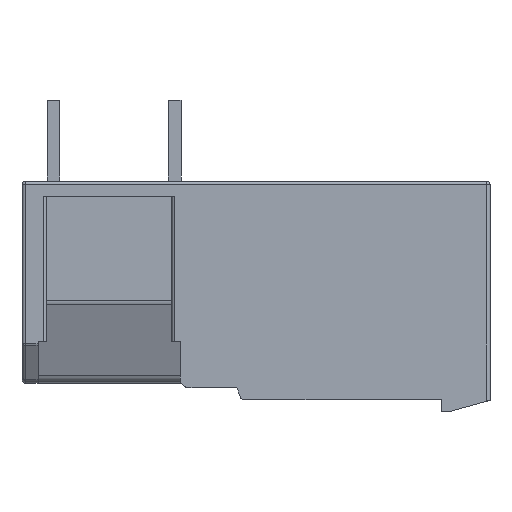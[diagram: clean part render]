
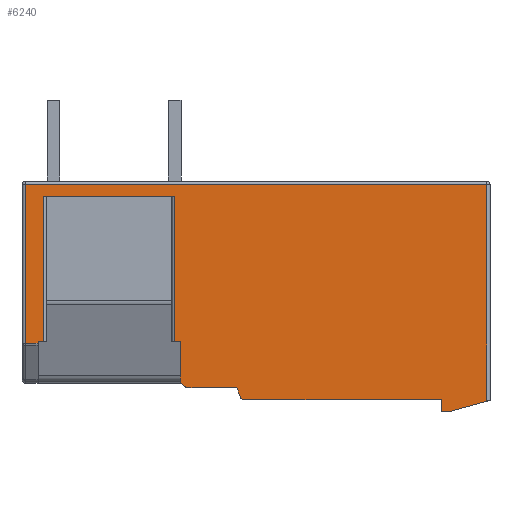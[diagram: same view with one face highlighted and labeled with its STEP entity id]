
A CAD part, front view. The second image highlights one B-rep face of the part: STEP entity #6240.
In plain terms, the highlighted planar face has unit normal (0, -1, 0).
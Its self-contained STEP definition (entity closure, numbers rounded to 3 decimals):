
#1=DIRECTION('',(0.,0.,-1.));
#2=VECTOR('',#1,13.446);
#3=CARTESIAN_POINT('',(17.65,0.,6.756));
#4=LINE('',#3,#2);
#5=DIRECTION('',(-0.963,0.,-0.27));
#6=VECTOR('',#5,2.388);
#7=CARTESIAN_POINT('',(17.65,0.,-6.69));
#8=LINE('',#7,#6);
#9=DIRECTION('',(-1.,0.,0.));
#10=VECTOR('',#9,0.5);
#11=CARTESIAN_POINT('',(15.35,0.,-7.334));
#12=LINE('',#11,#10);
#13=DIRECTION('',(0.,0.,1.));
#14=VECTOR('',#13,0.75);
#15=CARTESIAN_POINT('',(14.85,0.,-7.334));
#16=LINE('',#15,#14);
#17=DIRECTION('',(-1.,0.,0.));
#18=VECTOR('',#17,12.26);
#19=CARTESIAN_POINT('',(14.85,0.,-6.584));
#20=LINE('',#19,#18);
#21=CARTESIAN_POINT('',(2.59,0.,-6.384));
#22=DIRECTION('',(0.,1.,0.));
#23=DIRECTION('',(0.,0.,-1.));
#24=AXIS2_PLACEMENT_3D('',#21,#22,#23);
#26=DIRECTION('',(-0.376,0.,0.927));
#27=VECTOR('',#26,0.664);
#28=CARTESIAN_POINT('',(2.405,0.,-6.459));
#29=LINE('',#28,#27);
#30=DIRECTION('',(-1.,0.,0.));
#31=VECTOR('',#30,3.085);
#32=CARTESIAN_POINT('',(2.155,0.,-5.844));
#33=LINE('',#32,#31);
#34=CARTESIAN_POINT('',(-0.93,0.,-5.644));
#35=DIRECTION('',(0.,1.,0.));
#36=DIRECTION('',(0.,0.,-1.));
#37=AXIS2_PLACEMENT_3D('',#34,#35,#36);
#39=DIRECTION('',(-0.707,0.,0.707));
#40=VECTOR('',#39,0.313);
#41=CARTESIAN_POINT('',(-1.071,0.,-5.785));
#42=LINE('',#41,#40);
#43=DIRECTION('',(-1.,0.,0.));
#44=VECTOR('',#43,0.057);
#45=CARTESIAN_POINT('',(-1.293,0.,-5.564));
#46=LINE('',#45,#44);
#47=DIRECTION('',(0.,0.,-1.));
#48=VECTOR('',#47,2.58);
#49=CARTESIAN_POINT('',(-1.35,0.,-2.984));
#50=LINE('',#49,#48);
#51=DIRECTION('',(-1.,0.,0.));
#52=VECTOR('',#51,8.16);
#53=CARTESIAN_POINT('',(-1.67,0.,6.016));
#54=LINE('',#53,#52);
#55=DIRECTION('',(0.,0.,-1.));
#56=VECTOR('',#55,9.);
#57=CARTESIAN_POINT('',(-9.83,0.,6.016));
#58=LINE('',#57,#56);
#59=DIRECTION('',(0.,0.,-1.));
#60=VECTOR('',#59,0.123);
#61=CARTESIAN_POINT('',(-10.15,0.,-2.984));
#62=LINE('',#61,#60);
#63=DIRECTION('',(-1.,0.,0.));
#64=VECTOR('',#63,0.8);
#65=CARTESIAN_POINT('',(-10.15,0.,-3.106));
#66=LINE('',#65,#64);
#67=DIRECTION('',(0.,0.,1.));
#68=VECTOR('',#67,9.863);
#69=CARTESIAN_POINT('',(-10.95,0.,-3.106));
#70=LINE('',#69,#68);
#71=DIRECTION('',(1.,0.,0.));
#72=VECTOR('',#71,28.6);
#73=CARTESIAN_POINT('',(-10.95,0.,6.756));
#74=LINE('',#73,#72);
#84=CARTESIAN_POINT('',(17.65,0.,-6.69));
#3908=DIRECTION('',(-1.,0.,0.));
#3909=VECTOR('',#3908,0.32);
#3910=CARTESIAN_POINT('',(-1.35,0.,-2.984));
#3911=LINE('',#3910,#3909);
#3912=DIRECTION('',(-1.,0.,0.));
#3913=VECTOR('',#3912,0.32);
#3914=CARTESIAN_POINT('',(-9.83,0.,-2.984));
#3915=LINE('',#3914,#3913);
#3947=DIRECTION('',(0.,0.,-1.));
#3948=VECTOR('',#3947,9.);
#3949=CARTESIAN_POINT('',(-1.67,0.,6.016));
#3950=LINE('',#3949,#3948);
#4729=CARTESIAN_POINT('',(15.35,0.,-7.334));
#4730=CARTESIAN_POINT('',(14.85,0.,-7.334));
#4731=VERTEX_POINT('',#4729);
#4732=VERTEX_POINT('',#4730);
#4733=CARTESIAN_POINT('',(14.85,0.,-6.584));
#4734=VERTEX_POINT('',#4733);
#4735=CARTESIAN_POINT('',(2.59,0.,-6.584));
#4736=VERTEX_POINT('',#4735);
#4737=CARTESIAN_POINT('',(2.405,0.,-6.459));
#4738=VERTEX_POINT('',#4737);
#4739=CARTESIAN_POINT('',(2.155,0.,-5.844));
#4740=VERTEX_POINT('',#4739);
#4741=CARTESIAN_POINT('',(-0.93,0.,-5.844));
#4742=VERTEX_POINT('',#4741);
#4743=CARTESIAN_POINT('',(-1.071,0.,-5.785));
#4744=VERTEX_POINT('',#4743);
#4745=CARTESIAN_POINT('',(-1.293,0.,-5.564));
#4746=VERTEX_POINT('',#4745);
#5575=CARTESIAN_POINT('',(-1.35,0.,-5.564));
#5577=VERTEX_POINT('',#5575);
#5581=CARTESIAN_POINT('',(-1.67,0.,-2.984));
#5583=VERTEX_POINT('',#5581);
#5586=CARTESIAN_POINT('',(-9.83,0.,-2.984));
#5588=VERTEX_POINT('',#5586);
#5590=CARTESIAN_POINT('',(-1.35,0.,-2.984));
#5592=VERTEX_POINT('',#5590);
#5595=CARTESIAN_POINT('',(-10.15,0.,-2.984));
#5597=VERTEX_POINT('',#5595);
#5601=CARTESIAN_POINT('',(-1.67,0.,6.016));
#5603=VERTEX_POINT('',#5601);
#5606=CARTESIAN_POINT('',(-9.83,0.,6.016));
#5608=VERTEX_POINT('',#5606);
#5665=CARTESIAN_POINT('',(-10.15,0.,-3.106));
#5666=VERTEX_POINT('',#5665);
#5676=VERTEX_POINT('',#84);
#5677=CARTESIAN_POINT('',(17.65,0.,6.756));
#5678=VERTEX_POINT('',#5677);
#5685=CARTESIAN_POINT('',(-10.95,0.,6.756));
#5686=VERTEX_POINT('',#5685);
#5691=CARTESIAN_POINT('',(-10.95,0.,-3.106));
#5692=VERTEX_POINT('',#5691);
#6191=CARTESIAN_POINT('',(0.,0.,0.));
#6192=DIRECTION('',(0.,1.,0.));
#6193=DIRECTION('',(1.,0.,0.));
#6194=AXIS2_PLACEMENT_3D('',#6191,#6192,#6193);
#6195=PLANE('',#6194);
#6197=ORIENTED_EDGE('',*,*,#6196,.T.);
#6199=ORIENTED_EDGE('',*,*,#6198,.T.);
#6201=ORIENTED_EDGE('',*,*,#6200,.T.);
#6203=ORIENTED_EDGE('',*,*,#6202,.T.);
#6205=ORIENTED_EDGE('',*,*,#6204,.T.);
#6207=ORIENTED_EDGE('',*,*,#6206,.T.);
#6209=ORIENTED_EDGE('',*,*,#6208,.T.);
#6211=ORIENTED_EDGE('',*,*,#6210,.T.);
#6213=ORIENTED_EDGE('',*,*,#6212,.T.);
#6215=ORIENTED_EDGE('',*,*,#6214,.T.);
#6217=ORIENTED_EDGE('',*,*,#6216,.T.);
#6219=ORIENTED_EDGE('',*,*,#6218,.F.);
#6221=ORIENTED_EDGE('',*,*,#6220,.T.);
#6223=ORIENTED_EDGE('',*,*,#6222,.F.);
#6225=ORIENTED_EDGE('',*,*,#6224,.T.);
#6227=ORIENTED_EDGE('',*,*,#6226,.T.);
#6229=ORIENTED_EDGE('',*,*,#6228,.T.);
#6231=ORIENTED_EDGE('',*,*,#6230,.T.);
#6233=ORIENTED_EDGE('',*,*,#6232,.T.);
#6235=ORIENTED_EDGE('',*,*,#6234,.T.);
#6237=ORIENTED_EDGE('',*,*,#6236,.T.);
#6238=EDGE_LOOP('',(#6197,#6199,#6201,#6203,#6205,#6207,#6209,#6211,#6213,#6215,
#6217,#6219,#6221,#6223,#6225,#6227,#6229,#6231,#6233,#6235,#6237));
#6239=FACE_OUTER_BOUND('',#6238,.F.);
#6240=ADVANCED_FACE('',(#6239),#6195,.F.);
#25=CIRCLE('',#24,0.2);
#38=CIRCLE('',#37,0.2);
#6196=EDGE_CURVE('',#5678,#5676,#4,.T.);
#6198=EDGE_CURVE('',#5676,#4731,#8,.T.);
#6200=EDGE_CURVE('',#4731,#4732,#12,.T.);
#6202=EDGE_CURVE('',#4732,#4734,#16,.T.);
#6204=EDGE_CURVE('',#4734,#4736,#20,.T.);
#6206=EDGE_CURVE('',#4736,#4738,#25,.T.);
#6208=EDGE_CURVE('',#4738,#4740,#29,.T.);
#6210=EDGE_CURVE('',#4740,#4742,#33,.T.);
#6212=EDGE_CURVE('',#4742,#4744,#38,.T.);
#6214=EDGE_CURVE('',#4744,#4746,#42,.T.);
#6216=EDGE_CURVE('',#4746,#5577,#46,.T.);
#6218=EDGE_CURVE('',#5592,#5577,#50,.T.);
#6220=EDGE_CURVE('',#5592,#5583,#3911,.T.);
#6222=EDGE_CURVE('',#5603,#5583,#3950,.T.);
#6224=EDGE_CURVE('',#5603,#5608,#54,.T.);
#6226=EDGE_CURVE('',#5608,#5588,#58,.T.);
#6228=EDGE_CURVE('',#5588,#5597,#3915,.T.);
#6230=EDGE_CURVE('',#5597,#5666,#62,.T.);
#6232=EDGE_CURVE('',#5666,#5692,#66,.T.);
#6234=EDGE_CURVE('',#5692,#5686,#70,.T.);
#6236=EDGE_CURVE('',#5686,#5678,#74,.T.);
